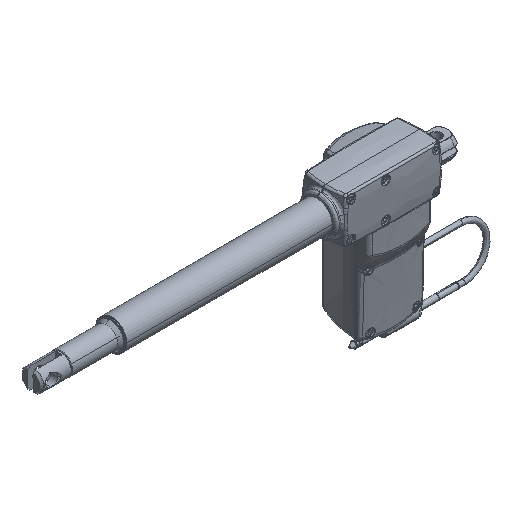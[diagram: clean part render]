
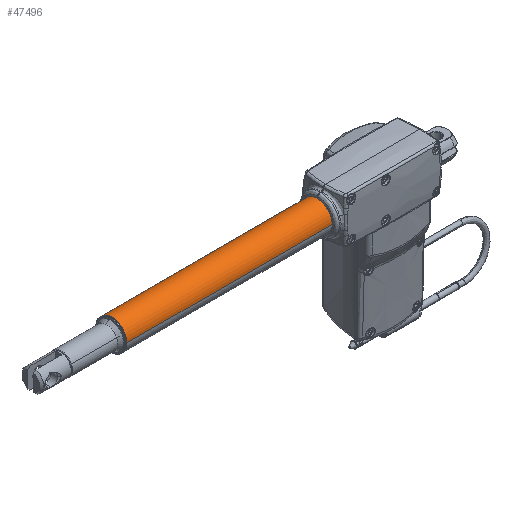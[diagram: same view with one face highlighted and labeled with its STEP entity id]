
A CAD part, isometric view. The second image highlights one B-rep face of the part: STEP entity #47496.
In plain terms, the highlighted cylindrical face has radius 15 mm (diameter 30 mm), a partial arc.
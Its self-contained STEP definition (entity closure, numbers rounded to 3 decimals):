
#6674 = LINE ( 'NONE', #16535, #6676 ) ;
#6676 = VECTOR ( 'NONE', #16536, 1000. ) ;
#6683 = CIRCLE ( 'NONE', #17439, 15. ) ;
#6685 = CIRCLE ( 'NONE', #17436, 15. ) ;
#6686 = LINE ( 'NONE', #16558, #6690 ) ;
#6690 = VECTOR ( 'NONE', #16561, 1000. ) ;
#14857 = CARTESIAN_POINT ( 'NONE',  ( -276., 15., 0. ) ) ;
#14858 = CARTESIAN_POINT ( 'NONE',  ( -276., -15., 0. ) ) ;
#14859 = CARTESIAN_POINT ( 'NONE',  ( -69.55, -15., 0. ) ) ;
#14860 = CARTESIAN_POINT ( 'NONE',  ( -69.55, 15., 0. ) ) ;
#16534 = CARTESIAN_POINT ( 'NONE',  ( -276., 0., 0. ) ) ;
#16535 = CARTESIAN_POINT ( 'NONE',  ( -276., -15., 0. ) ) ;
#16536 = DIRECTION ( 'NONE',  ( 1., 0., 0. ) ) ;
#16537 = CARTESIAN_POINT ( 'NONE',  ( -69.55, 0., 0. ) ) ;
#16539 = DIRECTION ( 'NONE',  ( -1., 0., 0. ) ) ;
#16540 = DIRECTION ( 'NONE',  ( 0., 1., 0. ) ) ;
#16542 = DIRECTION ( 'NONE',  ( 1., 0., 0. ) ) ;
#16543 = DIRECTION ( 'NONE',  ( 0., 1., 0. ) ) ;
#16558 = CARTESIAN_POINT ( 'NONE',  ( -276., 15., 0. ) ) ;
#16561 = DIRECTION ( 'NONE',  ( 1., 0., 0. ) ) ;
#17436 = AXIS2_PLACEMENT_3D ( 'NONE', #16534, #16542, #16543 ) ;
#17439 = AXIS2_PLACEMENT_3D ( 'NONE', #16537, #16539, #16540 ) ;
#47496 = ADVANCED_FACE ( 'NONE', ( #53025 ), #53040, .T. ) ;
#53025 = FACE_OUTER_BOUND ( 'NONE', #59193, .T. ) ;
#53040 = CYLINDRICAL_SURFACE ( 'NONE', #57114, 15. ) ;
#53218 = ORIENTED_EDGE ( 'NONE', *, *, #56832, .F. ) ;
#53222 = ORIENTED_EDGE ( 'NONE', *, *, #56826, .T. ) ;
#53229 = ORIENTED_EDGE ( 'NONE', *, *, #56825, .T. ) ;
#53231 = ORIENTED_EDGE ( 'NONE', *, *, #56824, .T. ) ;
#56457 = VERTEX_POINT ( 'NONE', #14857 ) ;
#56458 = VERTEX_POINT ( 'NONE', #14858 ) ;
#56459 = VERTEX_POINT ( 'NONE', #14859 ) ;
#56460 = VERTEX_POINT ( 'NONE', #14860 ) ;
#56824 = EDGE_CURVE ( 'NONE', #56458, #56459, #6674, .T. ) ;
#56825 = EDGE_CURVE ( 'NONE', #56459, #56460, #6683, .T. ) ;
#56826 = EDGE_CURVE ( 'NONE', #56457, #56458, #6685, .T. ) ;
#56832 = EDGE_CURVE ( 'NONE', #56457, #56460, #6686, .T. ) ;
#57114 = AXIS2_PLACEMENT_3D ( 'NONE', #67373, #67365, #67364 ) ;
#59193 = EDGE_LOOP ( 'NONE', ( #53222, #53231, #53229, #53218 ) ) ;
#67364 = DIRECTION ( 'NONE',  ( 0., 1., 0. ) ) ;
#67365 = DIRECTION ( 'NONE',  ( 1., 0., 0. ) ) ;
#67373 = CARTESIAN_POINT ( 'NONE',  ( -276., 0., 0. ) ) ;
